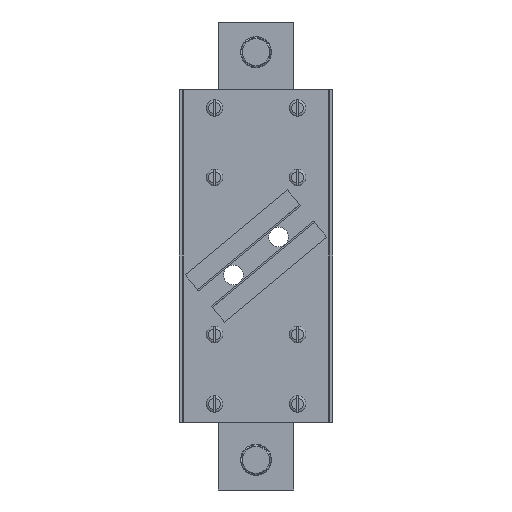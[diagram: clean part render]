
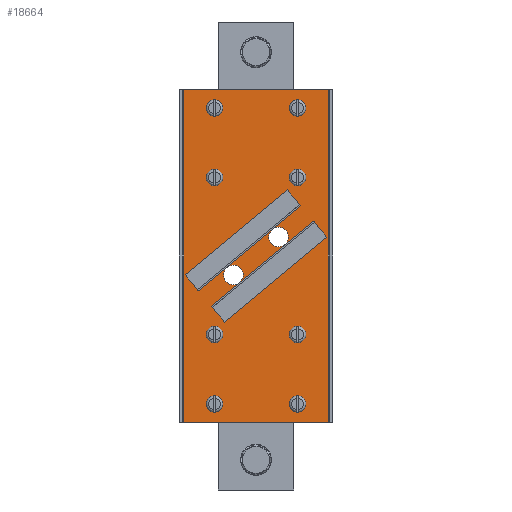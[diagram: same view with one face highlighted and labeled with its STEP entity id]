
A CAD part, front view. The second image highlights one B-rep face of the part: STEP entity #18664.
In plain terms, the highlighted planar face has unit normal (0, -1, 0).
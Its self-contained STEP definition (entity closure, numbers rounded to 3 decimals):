
#16465=DIRECTION('',(1.,0.,0.));
#16466=VECTOR('',#16465,96.);
#16467=CARTESIAN_POINT('',(-48.,-2.,110.));
#16468=LINE('',#16467,#16466);
#16472=CARTESIAN_POINT('',(15.,-2.,12.5));
#16473=DIRECTION('',(0.,-1.,0.));
#16474=DIRECTION('',(1.,0.,0.));
#16475=AXIS2_PLACEMENT_3D('',#16472,#16473,#16474);
#16480=CARTESIAN_POINT('',(15.,-2.,12.5));
#16481=DIRECTION('',(0.,-1.,0.));
#16482=DIRECTION('',(-1.,0.,0.));
#16483=AXIS2_PLACEMENT_3D('',#16480,#16481,#16482);
#16488=CARTESIAN_POINT('',(-15.,-2.,-12.5));
#16489=DIRECTION('',(0.,-1.,0.));
#16490=DIRECTION('',(1.,0.,0.));
#16491=AXIS2_PLACEMENT_3D('',#16488,#16489,#16490);
#16496=CARTESIAN_POINT('',(-15.,-2.,-12.5));
#16497=DIRECTION('',(0.,-1.,0.));
#16498=DIRECTION('',(-1.,0.,0.));
#16499=AXIS2_PLACEMENT_3D('',#16496,#16497,#16498);
#16504=CARTESIAN_POINT('',(-27.5,-2.,-52.));
#16505=DIRECTION('',(0.,-1.,0.));
#16506=DIRECTION('',(1.,0.,0.));
#16507=AXIS2_PLACEMENT_3D('',#16504,#16505,#16506);
#16512=CARTESIAN_POINT('',(-27.5,-2.,-52.));
#16513=DIRECTION('',(0.,-1.,0.));
#16514=DIRECTION('',(-1.,0.,0.));
#16515=AXIS2_PLACEMENT_3D('',#16512,#16513,#16514);
#16520=CARTESIAN_POINT('',(27.5,-2.,98.));
#16521=DIRECTION('',(0.,-1.,0.));
#16522=DIRECTION('',(1.,0.,0.));
#16523=AXIS2_PLACEMENT_3D('',#16520,#16521,#16522);
#16528=CARTESIAN_POINT('',(27.5,-2.,98.));
#16529=DIRECTION('',(0.,-1.,0.));
#16530=DIRECTION('',(-1.,0.,0.));
#16531=AXIS2_PLACEMENT_3D('',#16528,#16529,#16530);
#16536=CARTESIAN_POINT('',(-27.5,-2.,98.));
#16537=DIRECTION('',(0.,-1.,0.));
#16538=DIRECTION('',(1.,0.,0.));
#16539=AXIS2_PLACEMENT_3D('',#16536,#16537,#16538);
#16544=CARTESIAN_POINT('',(-27.5,-2.,98.));
#16545=DIRECTION('',(0.,-1.,0.));
#16546=DIRECTION('',(-1.,0.,0.));
#16547=AXIS2_PLACEMENT_3D('',#16544,#16545,#16546);
#16552=CARTESIAN_POINT('',(27.5,-2.,52.));
#16553=DIRECTION('',(0.,-1.,0.));
#16554=DIRECTION('',(1.,0.,0.));
#16555=AXIS2_PLACEMENT_3D('',#16552,#16553,#16554);
#16560=CARTESIAN_POINT('',(27.5,-2.,52.));
#16561=DIRECTION('',(0.,-1.,0.));
#16562=DIRECTION('',(-1.,0.,0.));
#16563=AXIS2_PLACEMENT_3D('',#16560,#16561,#16562);
#16568=CARTESIAN_POINT('',(-27.5,-2.,52.));
#16569=DIRECTION('',(0.,-1.,0.));
#16570=DIRECTION('',(1.,0.,0.));
#16571=AXIS2_PLACEMENT_3D('',#16568,#16569,#16570);
#16576=CARTESIAN_POINT('',(-27.5,-2.,52.));
#16577=DIRECTION('',(0.,-1.,0.));
#16578=DIRECTION('',(-1.,0.,0.));
#16579=AXIS2_PLACEMENT_3D('',#16576,#16577,#16578);
#16584=CARTESIAN_POINT('',(27.5,-2.,-52.));
#16585=DIRECTION('',(0.,-1.,0.));
#16586=DIRECTION('',(1.,0.,0.));
#16587=AXIS2_PLACEMENT_3D('',#16584,#16585,#16586);
#16592=CARTESIAN_POINT('',(27.5,-2.,-52.));
#16593=DIRECTION('',(0.,-1.,0.));
#16594=DIRECTION('',(-1.,0.,0.));
#16595=AXIS2_PLACEMENT_3D('',#16592,#16593,#16594);
#16600=CARTESIAN_POINT('',(27.5,-2.,-98.));
#16601=DIRECTION('',(0.,-1.,0.));
#16602=DIRECTION('',(1.,0.,0.));
#16603=AXIS2_PLACEMENT_3D('',#16600,#16601,#16602);
#16608=CARTESIAN_POINT('',(27.5,-2.,-98.));
#16609=DIRECTION('',(0.,-1.,0.));
#16610=DIRECTION('',(-1.,0.,0.));
#16611=AXIS2_PLACEMENT_3D('',#16608,#16609,#16610);
#16616=CARTESIAN_POINT('',(-27.5,-2.,-98.));
#16617=DIRECTION('',(0.,-1.,0.));
#16618=DIRECTION('',(1.,0.,0.));
#16619=AXIS2_PLACEMENT_3D('',#16616,#16617,#16618);
#16624=CARTESIAN_POINT('',(-27.5,-2.,-98.));
#16625=DIRECTION('',(0.,-1.,0.));
#16626=DIRECTION('',(-1.,0.,0.));
#16627=AXIS2_PLACEMENT_3D('',#16624,#16625,#16626);
#16676=DIRECTION('',(1.,0.,0.));
#16677=VECTOR('',#16676,96.);
#16678=CARTESIAN_POINT('',(-48.,-2.,-110.));
#16679=LINE('',#16678,#16677);
#17328=DIRECTION('',(0.,0.,1.));
#17329=VECTOR('',#17328,220.);
#17330=CARTESIAN_POINT('',(48.,-2.,-110.));
#17331=LINE('',#17330,#17329);
#17349=DIRECTION('',(0.,0.,-1.));
#17350=VECTOR('',#17349,220.);
#17351=CARTESIAN_POINT('',(-48.,-2.,110.));
#17352=LINE('',#17351,#17350);
#18228=CARTESIAN_POINT('',(-8.5,-2.,-12.5));
#18230=VERTEX_POINT('',#18228);
#18233=CARTESIAN_POINT('',(-21.5,-2.,-12.5));
#18234=VERTEX_POINT('',#18233);
#18235=CARTESIAN_POINT('',(-48.,-2.,-110.));
#18236=CARTESIAN_POINT('',(48.,-2.,-110.));
#18237=VERTEX_POINT('',#18235);
#18238=VERTEX_POINT('',#18236);
#18239=CARTESIAN_POINT('',(-48.,-2.,110.));
#18240=VERTEX_POINT('',#18239);
#18241=CARTESIAN_POINT('',(48.,-2.,110.));
#18242=VERTEX_POINT('',#18241);
#18243=CARTESIAN_POINT('',(21.5,-2.,12.5));
#18244=CARTESIAN_POINT('',(8.5,-2.,12.5));
#18245=VERTEX_POINT('',#18243);
#18246=VERTEX_POINT('',#18244);
#18247=CARTESIAN_POINT('',(-24.25,-2.,-52.));
#18248=CARTESIAN_POINT('',(-30.75,-2.,-52.));
#18249=VERTEX_POINT('',#18247);
#18250=VERTEX_POINT('',#18248);
#18251=CARTESIAN_POINT('',(30.75,-2.,98.));
#18252=CARTESIAN_POINT('',(24.25,-2.,98.));
#18253=VERTEX_POINT('',#18251);
#18254=VERTEX_POINT('',#18252);
#18255=CARTESIAN_POINT('',(-24.25,-2.,98.));
#18256=CARTESIAN_POINT('',(-30.75,-2.,98.));
#18257=VERTEX_POINT('',#18255);
#18258=VERTEX_POINT('',#18256);
#18259=CARTESIAN_POINT('',(30.75,-2.,52.));
#18260=CARTESIAN_POINT('',(24.25,-2.,52.));
#18261=VERTEX_POINT('',#18259);
#18262=VERTEX_POINT('',#18260);
#18263=CARTESIAN_POINT('',(-24.25,-2.,52.));
#18264=CARTESIAN_POINT('',(-30.75,-2.,52.));
#18265=VERTEX_POINT('',#18263);
#18266=VERTEX_POINT('',#18264);
#18267=CARTESIAN_POINT('',(30.75,-2.,-52.));
#18268=CARTESIAN_POINT('',(24.25,-2.,-52.));
#18269=VERTEX_POINT('',#18267);
#18270=VERTEX_POINT('',#18268);
#18271=CARTESIAN_POINT('',(30.75,-2.,-98.));
#18272=CARTESIAN_POINT('',(24.25,-2.,-98.));
#18273=VERTEX_POINT('',#18271);
#18274=VERTEX_POINT('',#18272);
#18275=CARTESIAN_POINT('',(-24.25,-2.,-98.));
#18276=CARTESIAN_POINT('',(-30.75,-2.,-98.));
#18277=VERTEX_POINT('',#18275);
#18278=VERTEX_POINT('',#18276);
#18591=CARTESIAN_POINT('',(-48.,-2.,-110.));
#18592=DIRECTION('',(0.,-1.,0.));
#18593=DIRECTION('',(1.,0.,0.));
#18594=AXIS2_PLACEMENT_3D('',#18591,#18592,#18593);
#18595=PLANE('',#18594);
#18597=ORIENTED_EDGE('',*,*,#18596,.F.);
#18599=ORIENTED_EDGE('',*,*,#18598,.F.);
#18601=ORIENTED_EDGE('',*,*,#18600,.T.);
#18603=ORIENTED_EDGE('',*,*,#18602,.F.);
#18604=EDGE_LOOP('',(#18597,#18599,#18601,#18603));
#18605=FACE_OUTER_BOUND('',#18604,.F.);
#18607=ORIENTED_EDGE('',*,*,#18606,.T.);
#18609=ORIENTED_EDGE('',*,*,#18608,.T.);
#18610=EDGE_LOOP('',(#18607,#18609));
#18611=FACE_BOUND('',#18610,.F.);
#18612=ORIENTED_EDGE('',*,*,#18558,.T.);
#18613=ORIENTED_EDGE('',*,*,#18576,.T.);
#18614=EDGE_LOOP('',(#18612,#18613));
#18615=FACE_BOUND('',#18614,.F.);
#18617=ORIENTED_EDGE('',*,*,#18616,.T.);
#18619=ORIENTED_EDGE('',*,*,#18618,.T.);
#18620=EDGE_LOOP('',(#18617,#18619));
#18621=FACE_BOUND('',#18620,.F.);
#18623=ORIENTED_EDGE('',*,*,#18622,.T.);
#18625=ORIENTED_EDGE('',*,*,#18624,.T.);
#18626=EDGE_LOOP('',(#18623,#18625));
#18627=FACE_BOUND('',#18626,.F.);
#18629=ORIENTED_EDGE('',*,*,#18628,.T.);
#18631=ORIENTED_EDGE('',*,*,#18630,.T.);
#18632=EDGE_LOOP('',(#18629,#18631));
#18633=FACE_BOUND('',#18632,.F.);
#18635=ORIENTED_EDGE('',*,*,#18634,.T.);
#18637=ORIENTED_EDGE('',*,*,#18636,.T.);
#18638=EDGE_LOOP('',(#18635,#18637));
#18639=FACE_BOUND('',#18638,.F.);
#18641=ORIENTED_EDGE('',*,*,#18640,.T.);
#18643=ORIENTED_EDGE('',*,*,#18642,.T.);
#18644=EDGE_LOOP('',(#18641,#18643));
#18645=FACE_BOUND('',#18644,.F.);
#18647=ORIENTED_EDGE('',*,*,#18646,.T.);
#18649=ORIENTED_EDGE('',*,*,#18648,.T.);
#18650=EDGE_LOOP('',(#18647,#18649));
#18651=FACE_BOUND('',#18650,.F.);
#18653=ORIENTED_EDGE('',*,*,#18652,.T.);
#18655=ORIENTED_EDGE('',*,*,#18654,.T.);
#18656=EDGE_LOOP('',(#18653,#18655));
#18657=FACE_BOUND('',#18656,.F.);
#18659=ORIENTED_EDGE('',*,*,#18658,.T.);
#18661=ORIENTED_EDGE('',*,*,#18660,.T.);
#18662=EDGE_LOOP('',(#18659,#18661));
#18663=FACE_BOUND('',#18662,.F.);
#16476=CIRCLE('',#16475,6.5);
#16484=CIRCLE('',#16483,6.5);
#16492=CIRCLE('',#16491,6.5);
#16500=CIRCLE('',#16499,6.5);
#16508=CIRCLE('',#16507,3.25);
#16516=CIRCLE('',#16515,3.25);
#16524=CIRCLE('',#16523,3.25);
#16532=CIRCLE('',#16531,3.25);
#16540=CIRCLE('',#16539,3.25);
#16548=CIRCLE('',#16547,3.25);
#16556=CIRCLE('',#16555,3.25);
#16564=CIRCLE('',#16563,3.25);
#16572=CIRCLE('',#16571,3.25);
#16580=CIRCLE('',#16579,3.25);
#16588=CIRCLE('',#16587,3.25);
#16596=CIRCLE('',#16595,3.25);
#16604=CIRCLE('',#16603,3.25);
#16612=CIRCLE('',#16611,3.25);
#16620=CIRCLE('',#16619,3.25);
#16628=CIRCLE('',#16627,3.25);
#18558=EDGE_CURVE('',#18230,#18234,#16492,.T.);
#18576=EDGE_CURVE('',#18234,#18230,#16500,.T.);
#18596=EDGE_CURVE('',#18237,#18238,#16679,.T.);
#18598=EDGE_CURVE('',#18240,#18237,#17352,.T.);
#18600=EDGE_CURVE('',#18240,#18242,#16468,.T.);
#18602=EDGE_CURVE('',#18238,#18242,#17331,.T.);
#18606=EDGE_CURVE('',#18245,#18246,#16476,.T.);
#18608=EDGE_CURVE('',#18246,#18245,#16484,.T.);
#18616=EDGE_CURVE('',#18249,#18250,#16508,.T.);
#18618=EDGE_CURVE('',#18250,#18249,#16516,.T.);
#18622=EDGE_CURVE('',#18253,#18254,#16524,.T.);
#18624=EDGE_CURVE('',#18254,#18253,#16532,.T.);
#18628=EDGE_CURVE('',#18257,#18258,#16540,.T.);
#18630=EDGE_CURVE('',#18258,#18257,#16548,.T.);
#18634=EDGE_CURVE('',#18261,#18262,#16556,.T.);
#18636=EDGE_CURVE('',#18262,#18261,#16564,.T.);
#18640=EDGE_CURVE('',#18265,#18266,#16572,.T.);
#18642=EDGE_CURVE('',#18266,#18265,#16580,.T.);
#18646=EDGE_CURVE('',#18269,#18270,#16588,.T.);
#18648=EDGE_CURVE('',#18270,#18269,#16596,.T.);
#18652=EDGE_CURVE('',#18273,#18274,#16604,.T.);
#18654=EDGE_CURVE('',#18274,#18273,#16612,.T.);
#18658=EDGE_CURVE('',#18277,#18278,#16620,.T.);
#18660=EDGE_CURVE('',#18278,#18277,#16628,.T.);
#18664=ADVANCED_FACE('',(#18605,#18611,#18615,#18621,#18627,#18633,#18639,
#18645,#18651,#18657,#18663),#18595,.T.);
